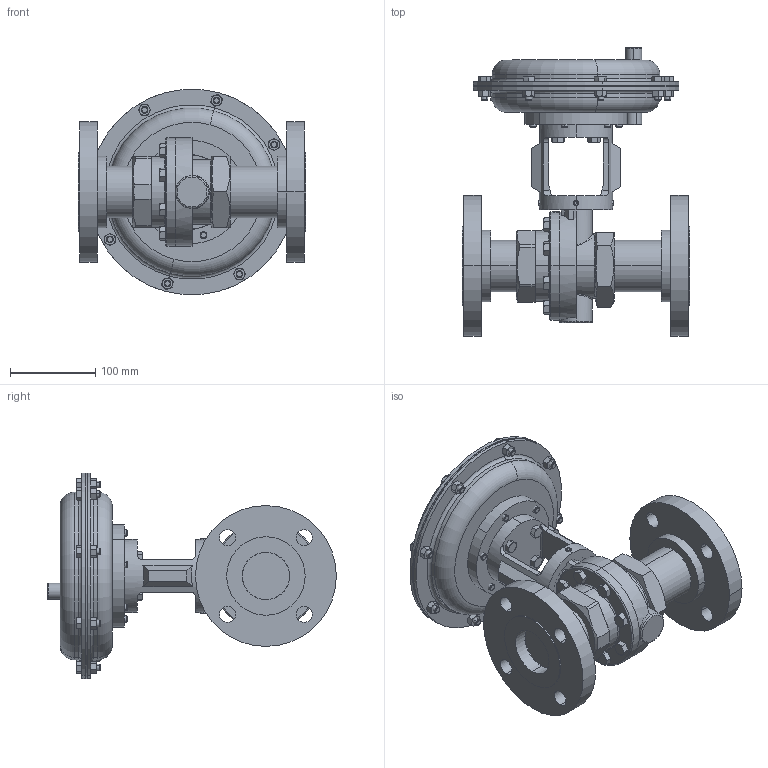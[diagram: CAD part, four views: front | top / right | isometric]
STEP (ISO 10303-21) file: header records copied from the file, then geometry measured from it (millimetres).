
FILE_DESCRIPTION (( 'STEP AP203' ), '1' );
FILE_NAME ('70-200-DI+BR-F3-35M.STEP', '2017-08-31T19:32:38', ( '' ), ( '' ), 'SwSTEP 2.0', 'SolidWorks 2014', '' );
FILE_SCHEMA (( 'CONFIG_CONTROL_DESIGN' ));
Length unit declared in the file: inch
Products named in the file (1): 70-200-DI+BR-F3-35M
Bounding box: 266.7 x 338.37 x 240.92 mm (x, y, z)
Volume: 5046061 mm3; surface area: 673068.2 mm2
Topology: 51 solids, 51 shells, 1033 faces, 2274 edges, 1384 vertices
Faces by surface type: plane 451, cone 355, cylinder 156, bspline 51, torus 20
Entity records: 42982 total; most frequent: CARTESIAN_POINT 21230, ORIENTED_EDGE 4532, DIRECTION 4280, EDGE_CURVE 2266, AXIS2_PLACEMENT_3D 1698, VERTEX_POINT 1384, EDGE_LOOP 1104, ADVANCED_FACE 1033
